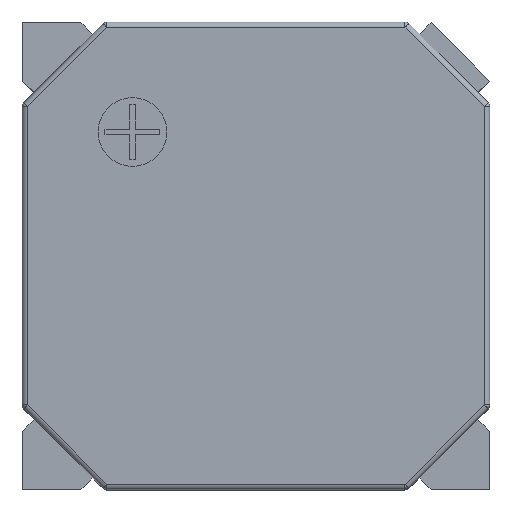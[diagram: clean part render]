
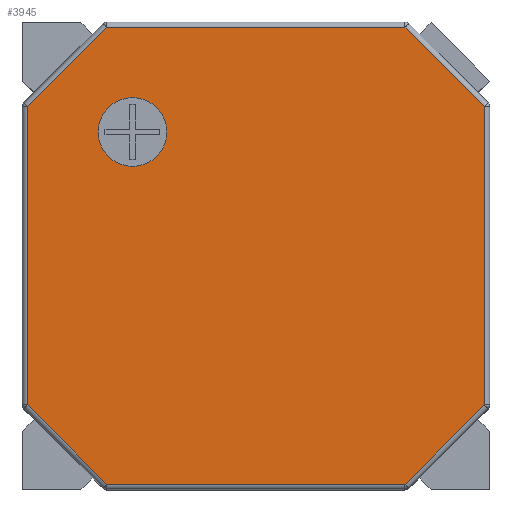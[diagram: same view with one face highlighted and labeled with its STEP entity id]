
A CAD part, top view. The second image highlights one B-rep face of the part: STEP entity #3945.
In plain terms, the highlighted planar face has unit normal (0, 0, 1).
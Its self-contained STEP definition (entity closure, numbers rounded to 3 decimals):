
#66=FACE_BOUND('',#1350,.T.);
#85=PLANE('',#4204);
#224=LINE('',#5510,#643);
#228=LINE('',#5533,#647);
#232=LINE('',#5549,#651);
#234=LINE('',#5559,#653);
#238=LINE('',#5575,#657);
#242=LINE('',#5584,#661);
#248=LINE('',#5599,#667);
#252=LINE('',#5608,#671);
#643=VECTOR('',#4480,10.);
#647=VECTOR('',#4506,10.);
#651=VECTOR('',#4524,10.);
#653=VECTOR('',#4536,10.);
#657=VECTOR('',#4554,10.);
#661=VECTOR('',#4564,10.);
#667=VECTOR('',#4580,10.);
#671=VECTOR('',#4590,10.);
#1136=FACE_OUTER_BOUND('',#1349,.T.);
#1349=EDGE_LOOP('',(#2697,#2698,#2699,#2700,#2701,#2702,#2703,#2704));
#1350=EDGE_LOOP('',(#2705));
#1581=CIRCLE('',#4205,0.625);
#1655=VERTEX_POINT('',#5488);
#1658=VERTEX_POINT('',#5495);
#1661=VERTEX_POINT('',#5502);
#1666=VERTEX_POINT('',#5518);
#1669=VERTEX_POINT('',#5525);
#1676=VERTEX_POINT('',#5544);
#1677=VERTEX_POINT('',#5551);
#1682=VERTEX_POINT('',#5567);
#1715=VERTEX_POINT('',#5664);
#2022=EDGE_CURVE('',#1661,#1655,#224,.T.);
#2033=EDGE_CURVE('',#1669,#1661,#228,.T.);
#2041=EDGE_CURVE('',#1666,#1676,#232,.T.);
#2046=EDGE_CURVE('',#1677,#1669,#234,.T.);
#2054=EDGE_CURVE('',#1682,#1677,#238,.T.);
#2059=EDGE_CURVE('',#1676,#1682,#242,.T.);
#2067=EDGE_CURVE('',#1658,#1666,#248,.T.);
#2072=EDGE_CURVE('',#1655,#1658,#252,.T.);
#2100=EDGE_CURVE('',#1715,#1715,#1581,.T.);
#2697=ORIENTED_EDGE('',*,*,#2041,.F.);
#2698=ORIENTED_EDGE('',*,*,#2067,.F.);
#2699=ORIENTED_EDGE('',*,*,#2072,.F.);
#2700=ORIENTED_EDGE('',*,*,#2022,.F.);
#2701=ORIENTED_EDGE('',*,*,#2033,.F.);
#2702=ORIENTED_EDGE('',*,*,#2046,.F.);
#2703=ORIENTED_EDGE('',*,*,#2054,.F.);
#2704=ORIENTED_EDGE('',*,*,#2059,.F.);
#2705=ORIENTED_EDGE('',*,*,#2100,.T.);
#3945=ADVANCED_FACE('',(#1136,#66),#85,.T.);
#4204=AXIS2_PLACEMENT_3D('',#5663,#4629,#4630);
#4205=AXIS2_PLACEMENT_3D('',#5665,#4631,#4632);
#4480=DIRECTION('',(0.707,0.707,0.));
#4506=DIRECTION('',(0.,1.,0.));
#4524=DIRECTION('',(0.,-1.,0.));
#4536=DIRECTION('',(-0.707,0.707,0.));
#4554=DIRECTION('',(-1.,0.,0.));
#4564=DIRECTION('',(-0.707,-0.707,0.));
#4580=DIRECTION('',(0.707,-0.707,0.));
#4590=DIRECTION('',(1.,0.,0.));
#4629=DIRECTION('center_axis',(0.,0.,
1.));
#4630=DIRECTION('ref_axis',(1.,0.,0.));
#4631=DIRECTION('center_axis',(0.,0.,
-1.));
#4632=DIRECTION('ref_axis',(-1.,0.,0.));
#5488=CARTESIAN_POINT('',(-2.709,4.15,4.));
#5495=CARTESIAN_POINT('',(2.709,4.15,4.));
#5502=CARTESIAN_POINT('',(-4.15,2.709,4.));
#5510=CARTESIAN_POINT('',(-3.804,3.054,4.));
#5518=CARTESIAN_POINT('',(4.15,2.709,4.));
#5525=CARTESIAN_POINT('',(-4.15,-2.709,4.));
#5533=CARTESIAN_POINT('',(-4.15,-1.375,4.));
#5544=CARTESIAN_POINT('',(4.15,-2.709,4.));
#5549=CARTESIAN_POINT('',(4.15,1.375,4.));
#5551=CARTESIAN_POINT('',(-2.709,-4.15,4.));
#5559=CARTESIAN_POINT('',(-3.054,-3.804,4.));
#5567=CARTESIAN_POINT('',(2.709,-4.15,4.));
#5575=CARTESIAN_POINT('',(1.375,-4.15,4.));
#5584=CARTESIAN_POINT('',(3.804,-3.054,4.));
#5599=CARTESIAN_POINT('',(3.054,3.804,4.));
#5608=CARTESIAN_POINT('',(-1.375,4.15,4.));
#5663=CARTESIAN_POINT('Origin',(0.,0.,4.));
#5664=CARTESIAN_POINT('',(-1.62,2.25,4.));
#5665=CARTESIAN_POINT('Origin',(-2.245,2.25,4.));
